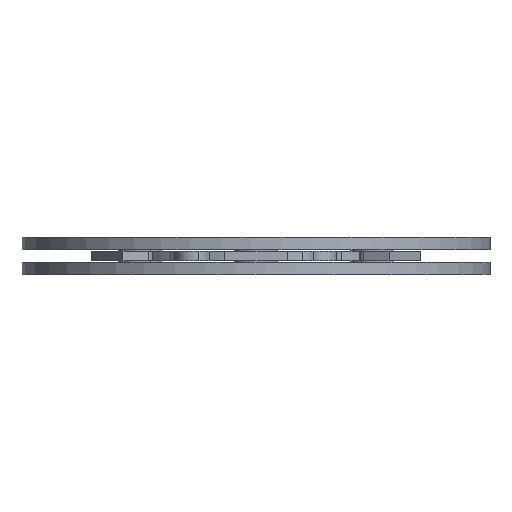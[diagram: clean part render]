
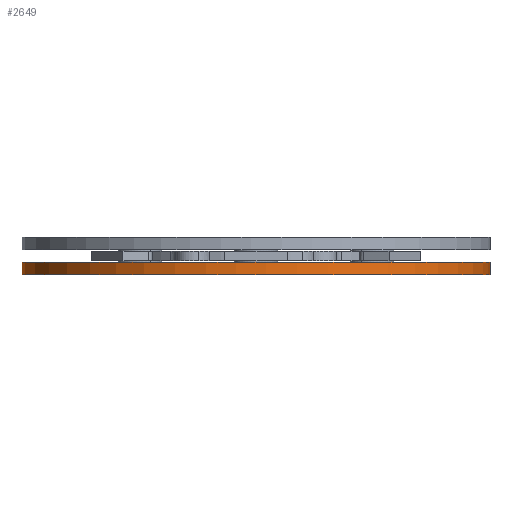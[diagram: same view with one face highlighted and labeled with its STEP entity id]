
A CAD part, front view. The second image highlights one B-rep face of the part: STEP entity #2649.
In plain terms, the highlighted free-form (B-spline) face has degree [2, 1] with [5, 2] control points.
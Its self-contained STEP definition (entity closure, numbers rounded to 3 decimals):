
#69 = EDGE_CURVE('',#70,#72,#74,.T.);
#70 = VERTEX_POINT('',#71);
#71 = CARTESIAN_POINT('',(-112.251,0.,5.987));
#72 = VERTEX_POINT('',#73);
#73 = CARTESIAN_POINT('',(112.251,0.,
    5.987));
#74 = ( BOUNDED_CURVE() B_SPLINE_CURVE(2,(#75,#76,#77,#78,#79),
.UNSPECIFIED.,.F.,.F.) B_SPLINE_CURVE_WITH_KNOTS((3,2,3),(3.142,
4.712,6.283),.PIECEWISE_BEZIER_KNOTS.) CURVE() 
GEOMETRIC_REPRESENTATION_ITEM() RATIONAL_B_SPLINE_CURVE((1.,
0.707,1.,0.707,1.)) REPRESENTATION_ITEM('') );
#75 = CARTESIAN_POINT('',(-112.251,0.,
    5.987));
#76 = CARTESIAN_POINT('',(-112.251,-112.251,5.987
    ));
#77 = CARTESIAN_POINT('',(0.,-112.251,
    5.987));
#78 = CARTESIAN_POINT('',(112.251,-112.251,5.987
    ));
#79 = CARTESIAN_POINT('',(112.251,0.,
    5.987));
#1369 = EDGE_CURVE('',#1370,#1372,#1374,.T.);
#1370 = VERTEX_POINT('',#1371);
#1371 = CARTESIAN_POINT('',(-112.251,0.,0.));
#1372 = VERTEX_POINT('',#1373);
#1373 = CARTESIAN_POINT('',(112.251,0.,0.));
#1374 = ( BOUNDED_CURVE() B_SPLINE_CURVE(2,(#1375,#1376,#1377,#1378,
#1379),.UNSPECIFIED.,.F.,.F.) B_SPLINE_CURVE_WITH_KNOTS((3,2,3),(
    3.142,4.712,6.283),
.PIECEWISE_BEZIER_KNOTS.) CURVE() GEOMETRIC_REPRESENTATION_ITEM() 
RATIONAL_B_SPLINE_CURVE((1.,0.707,1.,0.707,1.)) 
REPRESENTATION_ITEM('') );
#1375 = CARTESIAN_POINT('',(-112.251,0.,0.));
#1376 = CARTESIAN_POINT('',(-112.251,-112.251,0.));
#1377 = CARTESIAN_POINT('',(0.,-112.251,0.));
#1378 = CARTESIAN_POINT('',(112.251,-112.251,0.));
#1379 = CARTESIAN_POINT('',(112.251,0.,0.));
#2649 = ADVANCED_FACE('',(#2650),#2664,.T.);
#2650 = FACE_BOUND('',#2651,.T.);
#2651 = EDGE_LOOP('',(#2652,#2657,#2658,#2663));
#2652 = ORIENTED_EDGE('',*,*,#2653,.F.);
#2653 = EDGE_CURVE('',#72,#1372,#2654,.T.);
#2654 = B_SPLINE_CURVE_WITH_KNOTS('',1,(#2655,#2656),.UNSPECIFIED.,.F.,
  .F.,(2,2),(0.,4.),.PIECEWISE_BEZIER_KNOTS.);
#2655 = CARTESIAN_POINT('',(112.251,0.,
    5.987));
#2656 = CARTESIAN_POINT('',(112.251,0.,0.));
#2657 = ORIENTED_EDGE('',*,*,#69,.F.);
#2658 = ORIENTED_EDGE('',*,*,#2659,.T.);
#2659 = EDGE_CURVE('',#70,#1370,#2660,.T.);
#2660 = B_SPLINE_CURVE_WITH_KNOTS('',1,(#2661,#2662),.UNSPECIFIED.,.F.,
  .F.,(2,2),(0.,4.),.PIECEWISE_BEZIER_KNOTS.);
#2661 = CARTESIAN_POINT('',(-112.251,0.,
    5.987));
#2662 = CARTESIAN_POINT('',(-112.251,0.,0.));
#2663 = ORIENTED_EDGE('',*,*,#1369,.T.);
#2664 = ( BOUNDED_SURFACE() B_SPLINE_SURFACE(2,1,(
    (#2665,#2666)
    ,(#2667,#2668)
    ,(#2669,#2670)
    ,(#2671,#2672)
    ,(#2673,#2674
)),.UNSPECIFIED.,.F.,.F.,.F.) B_SPLINE_SURFACE_WITH_KNOTS((3,2,3),(2,2),
  (0.,1.571,3.142),(0.,4.),.PIECEWISE_BEZIER_KNOTS.) 
GEOMETRIC_REPRESENTATION_ITEM() RATIONAL_B_SPLINE_SURFACE((
    (1.,1.)
    ,(0.707,0.707)
    ,(1.,1.)
    ,(0.707,0.707)
,(1.,1.))) REPRESENTATION_ITEM('') SURFACE() );
#2665 = CARTESIAN_POINT('',(112.251,0.,
    5.987));
#2666 = CARTESIAN_POINT('',(112.251,0.,0.));
#2667 = CARTESIAN_POINT('',(112.251,-112.251,
    5.987));
#2668 = CARTESIAN_POINT('',(112.251,-112.251,0.));
#2669 = CARTESIAN_POINT('',(0.,-112.251,
    5.987));
#2670 = CARTESIAN_POINT('',(0.,-112.251,0.));
#2671 = CARTESIAN_POINT('',(-112.251,-112.251,
    5.987));
#2672 = CARTESIAN_POINT('',(-112.251,-112.251,0.));
#2673 = CARTESIAN_POINT('',(-112.251,0.,
    5.987));
#2674 = CARTESIAN_POINT('',(-112.251,0.,0.));
